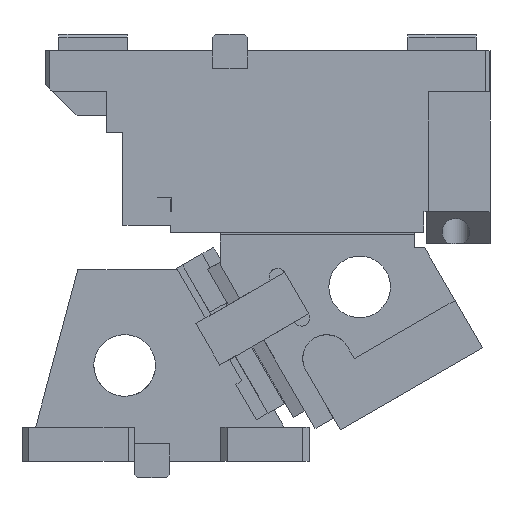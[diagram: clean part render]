
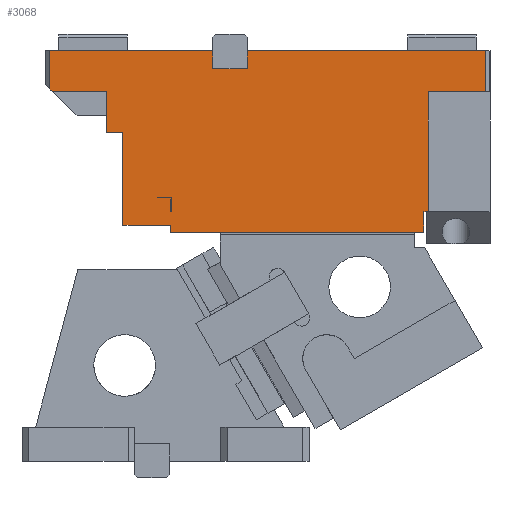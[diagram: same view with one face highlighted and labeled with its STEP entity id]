
A CAD part, left-side view. The second image highlights one B-rep face of the part: STEP entity #3068.
In plain terms, the highlighted planar face has unit normal (-1, 0, 0).
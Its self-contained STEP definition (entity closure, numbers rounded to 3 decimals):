
#1388=CARTESIAN_POINT('Vertex',(47.715,705.17,-30.)) ;
#1391=CARTESIAN_POINT('Line Origine',(47.715,706.238,-28.96)) ;
#1395=CARTESIAN_POINT('Vertex',(47.715,707.306,-27.921)) ;
#2800=CARTESIAN_POINT('Vertex',(47.715,665.306,-30.)) ;
#2803=CARTESIAN_POINT('Line Origine',(47.715,685.238,-30.)) ;
#2875=CARTESIAN_POINT('Axis2P3D Location',(47.715,533.079,-58.524)) ;
#2880=CARTESIAN_POINT('Line Origine',(47.715,653.566,-93.595)) ;
#2884=CARTESIAN_POINT('Vertex',(47.715,653.566,-127.594)) ;
#2886=CARTESIAN_POINT('Vertex',(47.715,653.566,-59.596)) ;
#2889=CARTESIAN_POINT('Line Origine',(47.715,636.066,-127.594)) ;
#2893=CARTESIAN_POINT('Vertex',(47.715,618.566,-127.594)) ;
#2896=CARTESIAN_POINT('Line Origine',(47.715,618.566,-130.094)) ;
#2900=CARTESIAN_POINT('Vertex',(47.715,618.566,-132.594)) ;
#2903=CARTESIAN_POINT('Line Origine',(47.715,526.066,-132.594)) ;
#2907=CARTESIAN_POINT('Vertex',(47.715,433.566,-132.594)) ;
#2910=CARTESIAN_POINT('Line Origine',(47.715,433.566,-125.094)) ;
#2914=CARTESIAN_POINT('Vertex',(47.715,433.566,-117.594)) ;
#2917=CARTESIAN_POINT('Line Origine',(47.715,431.936,-117.594)) ;
#2921=CARTESIAN_POINT('Vertex',(47.715,430.306,-117.594)) ;
#2924=CARTESIAN_POINT('Line Origine',(47.715,430.306,-73.797)) ;
#2928=CARTESIAN_POINT('Vertex',(47.715,430.306,-30.)) ;
#2931=CARTESIAN_POINT('Line Origine',(47.715,409.306,-30.)) ;
#2935=CARTESIAN_POINT('Vertex',(47.715,388.306,-30.)) ;
#2938=CARTESIAN_POINT('Line Origine',(47.715,388.306,-15.)) ;
#2942=CARTESIAN_POINT('Vertex',(47.715,388.306,0.)) ;
#2945=CARTESIAN_POINT('Line Origine',(47.715,475.556,0.)) ;
#2949=CARTESIAN_POINT('Vertex',(47.715,562.806,0.)) ;
#2952=CARTESIAN_POINT('Line Origine',(47.715,562.806,-6.5)) ;
#2956=CARTESIAN_POINT('Vertex',(47.715,562.806,-13.)) ;
#2959=CARTESIAN_POINT('Line Origine',(47.715,575.306,-13.)) ;
#2963=CARTESIAN_POINT('Vertex',(47.715,587.806,-13.)) ;
#2966=CARTESIAN_POINT('Line Origine',(47.715,587.806,-6.5)) ;
#2970=CARTESIAN_POINT('Vertex',(47.715,587.806,0.)) ;
#2973=CARTESIAN_POINT('Line Origine',(47.715,647.556,0.)) ;
#2977=CARTESIAN_POINT('Vertex',(47.715,707.306,0.)) ;
#2980=CARTESIAN_POINT('Line Origine',(47.715,707.306,-13.96)) ;
#2985=CARTESIAN_POINT('Line Origine',(47.715,665.306,-44.798)) ;
#2989=CARTESIAN_POINT('Vertex',(47.715,665.306,-59.596)) ;
#2992=CARTESIAN_POINT('Line Origine',(47.715,659.436,-59.596)) ;
#3018=CARTESIAN_POINT('Line Origine',(47.715,623.316,-107.094)) ;
#3022=CARTESIAN_POINT('Vertex',(47.715,628.566,-107.094)) ;
#3024=CARTESIAN_POINT('Vertex',(47.715,618.066,-107.094)) ;
#3027=CARTESIAN_POINT('Line Origine',(47.715,618.066,-112.344)) ;
#3031=CARTESIAN_POINT('Vertex',(47.715,618.066,-117.594)) ;
#3034=CARTESIAN_POINT('Line Origine',(47.715,618.316,-117.594)) ;
#3038=CARTESIAN_POINT('Vertex',(47.715,618.566,-117.594)) ;
#3041=CARTESIAN_POINT('Line Origine',(47.715,618.566,-112.594)) ;
#3045=CARTESIAN_POINT('Vertex',(47.715,618.566,-107.594)) ;
#3048=CARTESIAN_POINT('Line Origine',(47.715,623.566,-107.594)) ;
#3052=CARTESIAN_POINT('Vertex',(47.715,628.566,-107.594)) ;
#3055=CARTESIAN_POINT('Line Origine',(47.715,628.566,-107.344)) ;
#1392=DIRECTION('Vector Direction',(0.,-0.717,-0.698)) ;
#2804=DIRECTION('Vector Direction',(0.,-1.,0.)) ;
#2876=DIRECTION('Axis2P3D Direction',(-1.,0.,0.)) ;
#2877=DIRECTION('Axis2P3D XDirection',(0.,1.,0.)) ;
#2881=DIRECTION('Vector Direction',(0.,0.,1.)) ;
#2890=DIRECTION('Vector Direction',(0.,1.,0.)) ;
#2897=DIRECTION('Vector Direction',(0.,0.,-1.)) ;
#2904=DIRECTION('Vector Direction',(0.,-1.,0.)) ;
#2911=DIRECTION('Vector Direction',(0.,0.,1.)) ;
#2918=DIRECTION('Vector Direction',(0.,1.,0.)) ;
#2925=DIRECTION('Vector Direction',(0.,0.,-1.)) ;
#2932=DIRECTION('Vector Direction',(0.,-1.,0.)) ;
#2939=DIRECTION('Vector Direction',(0.,0.,-1.)) ;
#2946=DIRECTION('Vector Direction',(0.,-1.,0.)) ;
#2953=DIRECTION('Vector Direction',(0.,0.,-1.)) ;
#2960=DIRECTION('Vector Direction',(0.,1.,0.)) ;
#2967=DIRECTION('Vector Direction',(0.,0.,1.)) ;
#2974=DIRECTION('Vector Direction',(0.,-1.,0.)) ;
#2981=DIRECTION('Vector Direction',(0.,0.,1.)) ;
#2986=DIRECTION('Vector Direction',(0.,0.,-1.)) ;
#2993=DIRECTION('Vector Direction',(0.,-1.,0.)) ;
#3019=DIRECTION('Vector Direction',(0.,-1.,0.)) ;
#3028=DIRECTION('Vector Direction',(0.,0.,-1.)) ;
#3035=DIRECTION('Vector Direction',(0.,1.,0.)) ;
#3042=DIRECTION('Vector Direction',(0.,0.,1.)) ;
#3049=DIRECTION('Vector Direction',(0.,1.,0.)) ;
#3056=DIRECTION('Vector Direction',(0.,0.,1.)) ;
#2878=AXIS2_PLACEMENT_3D('Plane Axis2P3D',#2875,#2876,#2877) ;
#2998=ORIENTED_EDGE('',*,*,#2888,.F.) ;
#2999=ORIENTED_EDGE('',*,*,#2895,.F.) ;
#3000=ORIENTED_EDGE('',*,*,#2902,.F.) ;
#3001=ORIENTED_EDGE('',*,*,#2909,.T.) ;
#3002=ORIENTED_EDGE('',*,*,#2916,.T.) ;
#3003=ORIENTED_EDGE('',*,*,#2923,.F.) ;
#3004=ORIENTED_EDGE('',*,*,#2930,.F.) ;
#3005=ORIENTED_EDGE('',*,*,#2937,.T.) ;
#3006=ORIENTED_EDGE('',*,*,#2944,.F.) ;
#3007=ORIENTED_EDGE('',*,*,#2951,.F.) ;
#3008=ORIENTED_EDGE('',*,*,#2958,.T.) ;
#3009=ORIENTED_EDGE('',*,*,#2965,.T.) ;
#3010=ORIENTED_EDGE('',*,*,#2972,.T.) ;
#3011=ORIENTED_EDGE('',*,*,#2979,.F.) ;
#3012=ORIENTED_EDGE('',*,*,#2984,.F.) ;
#3013=ORIENTED_EDGE('',*,*,#1397,.T.) ;
#3014=ORIENTED_EDGE('',*,*,#2807,.T.) ;
#3015=ORIENTED_EDGE('',*,*,#2991,.T.) ;
#3016=ORIENTED_EDGE('',*,*,#2996,.T.) ;
#3061=ORIENTED_EDGE('',*,*,#3026,.T.) ;
#3062=ORIENTED_EDGE('',*,*,#3033,.T.) ;
#3063=ORIENTED_EDGE('',*,*,#3040,.T.) ;
#3064=ORIENTED_EDGE('',*,*,#3047,.T.) ;
#3065=ORIENTED_EDGE('',*,*,#3054,.T.) ;
#3066=ORIENTED_EDGE('',*,*,#3059,.T.) ;
#3067=FACE_BOUND('',#3060,.T.) ;
#1393=VECTOR('Line Direction',#1392,1.) ;
#2805=VECTOR('Line Direction',#2804,1.) ;
#2882=VECTOR('Line Direction',#2881,1.) ;
#2891=VECTOR('Line Direction',#2890,1.) ;
#2898=VECTOR('Line Direction',#2897,1.) ;
#2905=VECTOR('Line Direction',#2904,1.) ;
#2912=VECTOR('Line Direction',#2911,1.) ;
#2919=VECTOR('Line Direction',#2918,1.) ;
#2926=VECTOR('Line Direction',#2925,1.) ;
#2933=VECTOR('Line Direction',#2932,1.) ;
#2940=VECTOR('Line Direction',#2939,1.) ;
#2947=VECTOR('Line Direction',#2946,1.) ;
#2954=VECTOR('Line Direction',#2953,1.) ;
#2961=VECTOR('Line Direction',#2960,1.) ;
#2968=VECTOR('Line Direction',#2967,1.) ;
#2975=VECTOR('Line Direction',#2974,1.) ;
#2982=VECTOR('Line Direction',#2981,1.) ;
#2987=VECTOR('Line Direction',#2986,1.) ;
#2994=VECTOR('Line Direction',#2993,1.) ;
#3020=VECTOR('Line Direction',#3019,1.) ;
#3029=VECTOR('Line Direction',#3028,1.) ;
#3036=VECTOR('Line Direction',#3035,1.) ;
#3043=VECTOR('Line Direction',#3042,1.) ;
#3050=VECTOR('Line Direction',#3049,1.) ;
#3057=VECTOR('Line Direction',#3056,1.) ;
#3068=ADVANCED_FACE('CAM HOLDER',(#3017,#3067),#2879,.T.) ;
#1397=EDGE_CURVE('',#1396,#1389,#1394,.T.) ;
#2807=EDGE_CURVE('',#1389,#2801,#2806,.T.) ;
#2888=EDGE_CURVE('',#2885,#2887,#2883,.T.) ;
#2895=EDGE_CURVE('',#2894,#2885,#2892,.T.) ;
#2902=EDGE_CURVE('',#2901,#2894,#2899,.F.) ;
#2909=EDGE_CURVE('',#2901,#2908,#2906,.T.) ;
#2916=EDGE_CURVE('',#2908,#2915,#2913,.T.) ;
#2923=EDGE_CURVE('',#2922,#2915,#2920,.T.) ;
#2930=EDGE_CURVE('',#2929,#2922,#2927,.T.) ;
#2937=EDGE_CURVE('',#2929,#2936,#2934,.T.) ;
#2944=EDGE_CURVE('',#2943,#2936,#2941,.T.) ;
#2951=EDGE_CURVE('',#2950,#2943,#2948,.T.) ;
#2958=EDGE_CURVE('',#2950,#2957,#2955,.T.) ;
#2965=EDGE_CURVE('',#2957,#2964,#2962,.T.) ;
#2972=EDGE_CURVE('',#2964,#2971,#2969,.T.) ;
#2979=EDGE_CURVE('',#2978,#2971,#2976,.T.) ;
#2984=EDGE_CURVE('',#1396,#2978,#2983,.T.) ;
#2991=EDGE_CURVE('',#2801,#2990,#2988,.T.) ;
#2996=EDGE_CURVE('',#2990,#2887,#2995,.T.) ;
#3026=EDGE_CURVE('',#3023,#3025,#3021,.T.) ;
#3033=EDGE_CURVE('',#3025,#3032,#3030,.T.) ;
#3040=EDGE_CURVE('',#3032,#3039,#3037,.T.) ;
#3047=EDGE_CURVE('',#3039,#3046,#3044,.T.) ;
#3054=EDGE_CURVE('',#3046,#3053,#3051,.T.) ;
#3059=EDGE_CURVE('',#3053,#3023,#3058,.T.) ;
#2997=EDGE_LOOP('',(#2998,#2999,#3000,#3001,#3002,#3003,#3004,#3005,#3006,#3007,#3008,#3009,#3010,#3011,#3012,#3013,#3014,#3015,#3016)) ;
#3060=EDGE_LOOP('',(#3061,#3062,#3063,#3064,#3065,#3066)) ;
#3017=FACE_OUTER_BOUND('',#2997,.T.) ;
#1394=LINE('Line',#1391,#1393) ;
#2806=LINE('Line',#2803,#2805) ;
#2883=LINE('Line',#2880,#2882) ;
#2892=LINE('Line',#2889,#2891) ;
#2899=LINE('Line',#2896,#2898) ;
#2906=LINE('Line',#2903,#2905) ;
#2913=LINE('Line',#2910,#2912) ;
#2920=LINE('Line',#2917,#2919) ;
#2927=LINE('Line',#2924,#2926) ;
#2934=LINE('Line',#2931,#2933) ;
#2941=LINE('Line',#2938,#2940) ;
#2948=LINE('Line',#2945,#2947) ;
#2955=LINE('Line',#2952,#2954) ;
#2962=LINE('Line',#2959,#2961) ;
#2969=LINE('Line',#2966,#2968) ;
#2976=LINE('Line',#2973,#2975) ;
#2983=LINE('Line',#2980,#2982) ;
#2988=LINE('Line',#2985,#2987) ;
#2995=LINE('Line',#2992,#2994) ;
#3021=LINE('Line',#3018,#3020) ;
#3030=LINE('Line',#3027,#3029) ;
#3037=LINE('Line',#3034,#3036) ;
#3044=LINE('Line',#3041,#3043) ;
#3051=LINE('Line',#3048,#3050) ;
#3058=LINE('Line',#3055,#3057) ;
#2879=PLANE('Plane',#2878) ;
#1389=VERTEX_POINT('',#1388) ;
#1396=VERTEX_POINT('',#1395) ;
#2801=VERTEX_POINT('',#2800) ;
#2885=VERTEX_POINT('',#2884) ;
#2887=VERTEX_POINT('',#2886) ;
#2894=VERTEX_POINT('',#2893) ;
#2901=VERTEX_POINT('',#2900) ;
#2908=VERTEX_POINT('',#2907) ;
#2915=VERTEX_POINT('',#2914) ;
#2922=VERTEX_POINT('',#2921) ;
#2929=VERTEX_POINT('',#2928) ;
#2936=VERTEX_POINT('',#2935) ;
#2943=VERTEX_POINT('',#2942) ;
#2950=VERTEX_POINT('',#2949) ;
#2957=VERTEX_POINT('',#2956) ;
#2964=VERTEX_POINT('',#2963) ;
#2971=VERTEX_POINT('',#2970) ;
#2978=VERTEX_POINT('',#2977) ;
#2990=VERTEX_POINT('',#2989) ;
#3023=VERTEX_POINT('',#3022) ;
#3025=VERTEX_POINT('',#3024) ;
#3032=VERTEX_POINT('',#3031) ;
#3039=VERTEX_POINT('',#3038) ;
#3046=VERTEX_POINT('',#3045) ;
#3053=VERTEX_POINT('',#3052) ;
